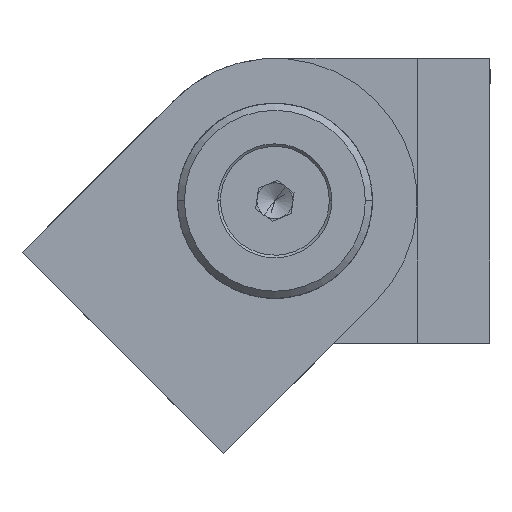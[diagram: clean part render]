
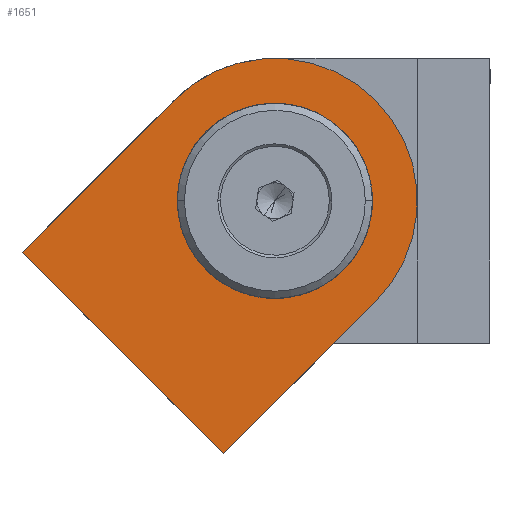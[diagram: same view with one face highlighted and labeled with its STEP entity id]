
A CAD part, left-side view. The second image highlights one B-rep face of the part: STEP entity #1651.
In plain terms, the highlighted face is planar.
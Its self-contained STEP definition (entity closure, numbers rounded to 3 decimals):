
#158 = EDGE_CURVE ( 'NONE', #2713, #1030, #170, .T. ) ;
#170 = CIRCLE ( 'NONE', #2171, 10. ) ;
#204 = DIRECTION ( 'NONE',  ( 0., 0., -1. ) ) ;
#212 = DIRECTION ( 'NONE',  ( 0., 0., -1. ) ) ;
#242 = CARTESIAN_POINT ( 'NONE',  ( 10., 15.1, 6.85 ) ) ;
#244 = CARTESIAN_POINT ( 'NONE',  ( 10., 15.1, -10. ) ) ;
#473 = VERTEX_POINT ( 'NONE', #3071 ) ;
#557 = EDGE_CURVE ( 'NONE', #1030, #2194, #1537, .T. ) ;
#600 = FACE_BOUND ( 'NONE', #3220, .T. ) ;
#735 = DIRECTION ( 'NONE',  ( 0., 0., -1. ) ) ;
#778 = ORIENTED_EDGE ( 'NONE', *, *, #3680, .F. ) ;
#781 = VERTEX_POINT ( 'NONE', #3001 ) ;
#919 = CARTESIAN_POINT ( 'NONE',  ( 10., 5.1, -10. ) ) ;
#987 = DIRECTION ( 'NONE',  ( -1., 0., 0. ) ) ;
#1030 = VERTEX_POINT ( 'NONE', #1219 ) ;
#1109 = VECTOR ( 'NONE', #1212, 1000. ) ;
#1123 = DIRECTION ( 'NONE',  ( 0., 0., 1. ) ) ;
#1205 = ORIENTED_EDGE ( 'NONE', *, *, #3806, .T. ) ;
#1212 = DIRECTION ( 'NONE',  ( 0., -1., 0. ) ) ;
#1219 = CARTESIAN_POINT ( 'NONE',  ( 10., 15.1, 10. ) ) ;
#1280 = ORIENTED_EDGE ( 'NONE', *, *, #3470, .F. ) ;
#1285 = CARTESIAN_POINT ( 'NONE',  ( 10., 0., -10. ) ) ;
#1419 = ORIENTED_EDGE ( 'NONE', *, *, #158, .T. ) ;
#1537 = LINE ( 'NONE', #2363, #2240 ) ;
#1617 = AXIS2_PLACEMENT_3D ( 'NONE', #1909, #987, #1123 ) ;
#1636 = LINE ( 'NONE', #1285, #2947 ) ;
#1651 = ADVANCED_FACE ( 'NONE', ( #600, #3394 ), #2665, .F. ) ;
#1862 = EDGE_LOOP ( 'NONE', ( #1205, #778, #1419, #3827 ) ) ;
#1909 = CARTESIAN_POINT ( 'NONE',  ( 10., 5.1, -10. ) ) ;
#2014 = CIRCLE ( 'NONE', #3206, 6.85 ) ;
#2048 = DIRECTION ( 'NONE',  ( 1., 0., 0. ) ) ;
#2049 = VERTEX_POINT ( 'NONE', #242 ) ;
#2061 = DIRECTION ( 'NONE',  ( 1., 0., 0. ) ) ;
#2150 = DIRECTION ( 'NONE',  ( 0., -1., 0. ) ) ;
#2171 = AXIS2_PLACEMENT_3D ( 'NONE', #2224, #2205, #2191 ) ;
#2191 = DIRECTION ( 'NONE',  ( 0., 0., -1. ) ) ;
#2194 = VERTEX_POINT ( 'NONE', #3802 ) ;
#2205 = DIRECTION ( 'NONE',  ( 1., 0., 0. ) ) ;
#2224 = CARTESIAN_POINT ( 'NONE',  ( 10., 15.1, 0. ) ) ;
#2240 = VECTOR ( 'NONE', #2150, 1000. ) ;
#2363 = CARTESIAN_POINT ( 'NONE',  ( 10., 5.1, 10. ) ) ;
#2665 = PLANE ( 'NONE',  #1617 ) ;
#2713 = VERTEX_POINT ( 'NONE', #244 ) ;
#2812 = ORIENTED_EDGE ( 'NONE', *, *, #3370, .F. ) ;
#2947 = VECTOR ( 'NONE', #735, 1000. ) ;
#3001 = CARTESIAN_POINT ( 'NONE',  ( 10., 0., -10. ) ) ;
#3037 = CIRCLE ( 'NONE', #3611, 6.85 ) ;
#3071 = CARTESIAN_POINT ( 'NONE',  ( 10., 15.1, -6.85 ) ) ;
#3206 = AXIS2_PLACEMENT_3D ( 'NONE', #3842, #2048, #204 ) ;
#3220 = EDGE_LOOP ( 'NONE', ( #2812, #1280 ) ) ;
#3370 = EDGE_CURVE ( 'NONE', #473, #2049, #3037, .T. ) ;
#3394 = FACE_OUTER_BOUND ( 'NONE', #1862, .T. ) ;
#3422 = LINE ( 'NONE', #919, #1109 ) ;
#3470 = EDGE_CURVE ( 'NONE', #2049, #473, #2014, .T. ) ;
#3611 = AXIS2_PLACEMENT_3D ( 'NONE', #3849, #2061, #212 ) ;
#3680 = EDGE_CURVE ( 'NONE', #2713, #781, #3422, .T. ) ;
#3802 = CARTESIAN_POINT ( 'NONE',  ( 10., 0., 10. ) ) ;
#3806 = EDGE_CURVE ( 'NONE', #2194, #781, #1636, .T. ) ;
#3827 = ORIENTED_EDGE ( 'NONE', *, *, #557, .T. ) ;
#3842 = CARTESIAN_POINT ( 'NONE',  ( 10., 15.1, 0. ) ) ;
#3849 = CARTESIAN_POINT ( 'NONE',  ( 10., 15.1, 0. ) ) ;
